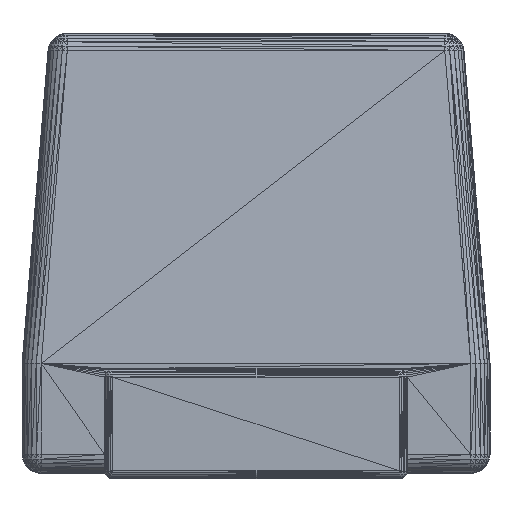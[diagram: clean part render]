
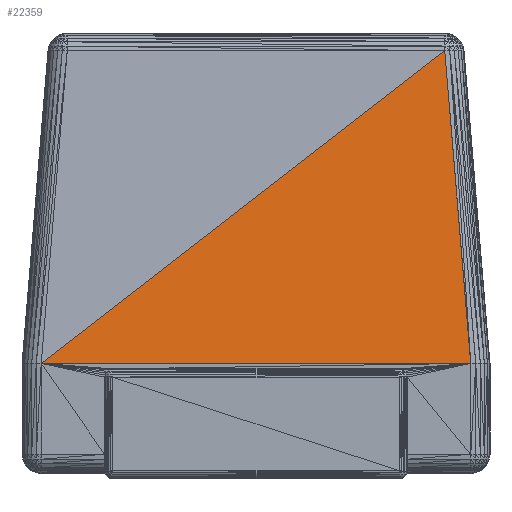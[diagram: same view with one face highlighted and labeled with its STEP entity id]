
A CAD part, left-side view. The second image highlights one B-rep face of the part: STEP entity #22359.
In plain terms, the highlighted planar face has unit normal (-0.997, 0, 0.083).
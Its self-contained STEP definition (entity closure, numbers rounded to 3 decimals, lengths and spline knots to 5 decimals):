
#1732=DIRECTION('',(0.0,1.0,0.0));
#1733=VECTOR('',#1732,1000.0);
#17954=CARTESIAN_POINT('',(-0.75,0.39,0.21));
#17955=VERTEX_POINT('',#17954);
#17970=CARTESIAN_POINT('',(-0.75,-0.39,0.21));
#17971=VERTEX_POINT('',#17970);
#18074=CARTESIAN_POINT('',(-0.70267,-0.3428,0.77791));
#18075=VERTEX_POINT('',#18074);
#21629=LINE('',#17970,#1733);
#21630=EDGE_CURVE('',#17971,#17955,#21629,.T.);
#22322=DIRECTION('',(0.051,-0.789,0.612));
#22323=VECTOR('',#22322,1000.0);
#22329=DIRECTION('',(-0.997,0.0,0.083));
#22337=LINE('',#17954,#22323);
#22338=EDGE_CURVE('',#17955,#18075,#22337,.T.);
#22347=DIRECTION('',(0.083,0.083,0.993));
#22348=VECTOR('',#22347,1000.0);
#22349=LINE('',#17970,#22348);
#22350=EDGE_CURVE('',#17971,#18075,#22349,.T.);
#22351=ORIENTED_EDGE('',*,*,#22338,.F.);
#22352=ORIENTED_EDGE('',*,*,#21630,.F.);
#22353=ORIENTED_EDGE('',*,*,#22350,.T.);
#22354=DIRECTION('',(-0.051,0.789,-0.612));
#22355=AXIS2_PLACEMENT_3D('',#18074,#22329,#22354);
#22356=PLANE('',#22355);
#22357=EDGE_LOOP('',(#22351,#22352,#22353));
#22358=FACE_BOUND('',#22357,.T.);
#22359=ADVANCED_FACE('',(#22358),#22356,.T.);
